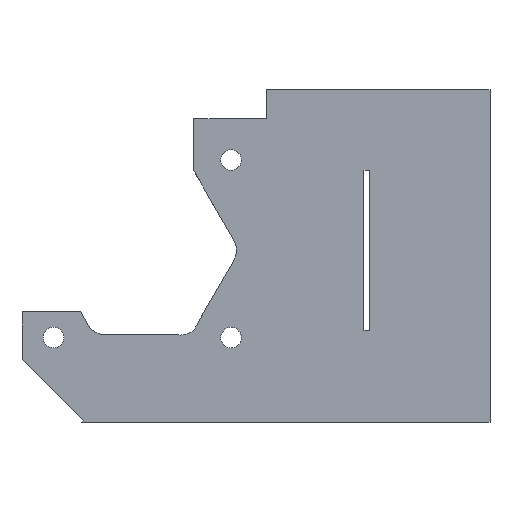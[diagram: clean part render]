
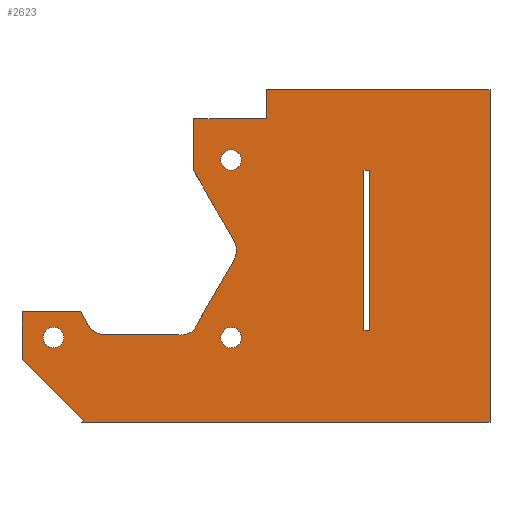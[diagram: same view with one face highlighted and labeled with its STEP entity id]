
A CAD part, left-side view. The second image highlights one B-rep face of the part: STEP entity #2623.
In plain terms, the highlighted planar face has unit normal (-1, 0, 0).
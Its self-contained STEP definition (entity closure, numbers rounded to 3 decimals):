
#40=FACE_BOUND('',#323,.T.);
#41=FACE_BOUND('',#324,.T.);
#42=FACE_BOUND('',#325,.T.);
#43=FACE_BOUND('',#326,.T.);
#185=FACE_OUTER_BOUND('',#322,.T.);
#322=EDGE_LOOP('',(#2315,#2316,#2317,#2318,#2319,#2320,#2321,#2322,#2323,
#2324,#2325,#2326,#2327,#2328,#2329,#2330,#2331,#2332,#2333));
#323=EDGE_LOOP('',(#2334,#2335));
#324=EDGE_LOOP('',(#2336,#2337));
#325=EDGE_LOOP('',(#2338,#2339));
#326=EDGE_LOOP('',(#2340,#2341,#2342,#2343));
#340=CIRCLE('',#2657,3.);
#360=CIRCLE('',#2688,3.5);
#363=CIRCLE('',#2693,1.8);
#364=CIRCLE('',#2694,1.8);
#367=CIRCLE('',#2698,1.8);
#368=CIRCLE('',#2699,1.8);
#371=CIRCLE('',#2703,1.8);
#372=CIRCLE('',#2704,1.8);
#423=LINE('',#3559,#716);
#425=LINE('',#3563,#718);
#428=LINE('',#3570,#721);
#439=LINE('',#3592,#732);
#442=LINE('',#3598,#735);
#456=LINE('',#3631,#749);
#465=LINE('',#3651,#758);
#468=LINE('',#3657,#761);
#471=LINE('',#3663,#764);
#474=LINE('',#3669,#767);
#494=LINE('',#3745,#787);
#498=LINE('',#3755,#791);
#502=LINE('',#3788,#795);
#632=LINE('',#4104,#925);
#651=LINE('',#4146,#944);
#653=LINE('',#4152,#946);
#702=LINE('',#4418,#995);
#708=LINE('',#4426,#1001);
#709=LINE('',#4428,#1002);
#710=LINE('',#4429,#1003);
#711=LINE('',#4430,#1004);
#716=VECTOR('',#2857,1.);
#718=VECTOR('',#2861,1.);
#721=VECTOR('',#2866,1.);
#732=VECTOR('',#2879,1.);
#735=VECTOR('',#2884,1.);
#749=VECTOR('',#2910,1.);
#758=VECTOR('',#2927,1.);
#761=VECTOR('',#2932,1.);
#764=VECTOR('',#2937,1.);
#767=VECTOR('',#2942,1.);
#787=VECTOR('',#3008,1.);
#791=VECTOR('',#3020,1.);
#795=VECTOR('',#3056,1.);
#925=VECTOR('',#3342,1.);
#944=VECTOR('',#3367,1.);
#946=VECTOR('',#3371,1.);
#995=VECTOR('',#3520,1.);
#1001=VECTOR('',#3530,1.);
#1002=VECTOR('',#3533,1.);
#1003=VECTOR('',#3534,1.);
#1004=VECTOR('',#3535,1.);
#1010=VERTEX_POINT('',#3556);
#1011=VERTEX_POINT('',#3558);
#1012=VERTEX_POINT('',#3562);
#1014=VERTEX_POINT('',#3568);
#1015=VERTEX_POINT('',#3569);
#1024=VERTEX_POINT('',#3589);
#1026=VERTEX_POINT('',#3595);
#1038=VERTEX_POINT('',#3627);
#1040=VERTEX_POINT('',#3630);
#1044=VERTEX_POINT('',#3641);
#1047=VERTEX_POINT('',#3649);
#1049=VERTEX_POINT('',#3655);
#1051=VERTEX_POINT('',#3661);
#1053=VERTEX_POINT('',#3667);
#1085=VERTEX_POINT('',#3742);
#1088=VERTEX_POINT('',#3750);
#1091=VERTEX_POINT('',#3761);
#1092=VERTEX_POINT('',#3763);
#1095=VERTEX_POINT('',#3771);
#1096=VERTEX_POINT('',#3773);
#1099=VERTEX_POINT('',#3781);
#1100=VERTEX_POINT('',#3783);
#1101=VERTEX_POINT('',#3787);
#1206=VERTEX_POINT('',#4097);
#1209=VERTEX_POINT('',#4102);
#1226=VERTEX_POINT('',#4138);
#1229=VERTEX_POINT('',#4144);
#1230=VERTEX_POINT('',#4148);
#1232=VERTEX_POINT('',#4151);
#1273=EDGE_CURVE('',#1010,#1011,#423,.T.);
#1275=EDGE_CURVE('',#1010,#1012,#425,.T.);
#1278=EDGE_CURVE('',#1014,#1015,#428,.T.);
#1289=EDGE_CURVE('',#1024,#1015,#439,.T.);
#1292=EDGE_CURVE('',#1026,#1024,#442,.T.);
#1308=EDGE_CURVE('',#1038,#1040,#456,.T.);
#1314=EDGE_CURVE('',#1038,#1044,#340,.T.);
#1319=EDGE_CURVE('',#1047,#1044,#465,.T.);
#1322=EDGE_CURVE('',#1047,#1049,#468,.T.);
#1325=EDGE_CURVE('',#1051,#1049,#471,.T.);
#1328=EDGE_CURVE('',#1053,#1012,#474,.T.);
#1365=EDGE_CURVE('',#1085,#1026,#494,.T.);
#1369=EDGE_CURVE('',#1085,#1088,#360,.T.);
#1371=EDGE_CURVE('',#1040,#1088,#498,.T.);
#1375=EDGE_CURVE('',#1091,#1092,#363,.T.);
#1376=EDGE_CURVE('',#1092,#1091,#364,.T.);
#1380=EDGE_CURVE('',#1095,#1096,#367,.T.);
#1381=EDGE_CURVE('',#1096,#1095,#368,.T.);
#1385=EDGE_CURVE('',#1099,#1100,#371,.T.);
#1386=EDGE_CURVE('',#1100,#1099,#372,.T.);
#1387=EDGE_CURVE('',#1014,#1101,#502,.T.);
#1544=EDGE_CURVE('',#1206,#1209,#632,.T.);
#1565=EDGE_CURVE('',#1229,#1226,#651,.T.);
#1567=EDGE_CURVE('',#1232,#1230,#653,.T.);
#1639=EDGE_CURVE('',#1011,#1051,#702,.T.);
#1645=EDGE_CURVE('',#1101,#1209,#708,.T.);
#1646=EDGE_CURVE('',#1206,#1053,#709,.T.);
#1647=EDGE_CURVE('',#1229,#1232,#710,.T.);
#1648=EDGE_CURVE('',#1226,#1230,#711,.T.);
#2315=ORIENTED_EDGE('',*,*,#1278,.T.);
#2316=ORIENTED_EDGE('',*,*,#1289,.F.);
#2317=ORIENTED_EDGE('',*,*,#1292,.F.);
#2318=ORIENTED_EDGE('',*,*,#1365,.F.);
#2319=ORIENTED_EDGE('',*,*,#1369,.T.);
#2320=ORIENTED_EDGE('',*,*,#1371,.F.);
#2321=ORIENTED_EDGE('',*,*,#1308,.F.);
#2322=ORIENTED_EDGE('',*,*,#1314,.T.);
#2323=ORIENTED_EDGE('',*,*,#1319,.F.);
#2324=ORIENTED_EDGE('',*,*,#1322,.T.);
#2325=ORIENTED_EDGE('',*,*,#1325,.F.);
#2326=ORIENTED_EDGE('',*,*,#1639,.F.);
#2327=ORIENTED_EDGE('',*,*,#1273,.F.);
#2328=ORIENTED_EDGE('',*,*,#1275,.T.);
#2329=ORIENTED_EDGE('',*,*,#1328,.F.);
#2330=ORIENTED_EDGE('',*,*,#1646,.F.);
#2331=ORIENTED_EDGE('',*,*,#1544,.T.);
#2332=ORIENTED_EDGE('',*,*,#1645,.F.);
#2333=ORIENTED_EDGE('',*,*,#1387,.F.);
#2334=ORIENTED_EDGE('',*,*,#1376,.F.);
#2335=ORIENTED_EDGE('',*,*,#1375,.F.);
#2336=ORIENTED_EDGE('',*,*,#1381,.F.);
#2337=ORIENTED_EDGE('',*,*,#1380,.F.);
#2338=ORIENTED_EDGE('',*,*,#1386,.F.);
#2339=ORIENTED_EDGE('',*,*,#1385,.F.);
#2340=ORIENTED_EDGE('',*,*,#1565,.F.);
#2341=ORIENTED_EDGE('',*,*,#1647,.T.);
#2342=ORIENTED_EDGE('',*,*,#1567,.T.);
#2343=ORIENTED_EDGE('',*,*,#1648,.F.);
#2503=PLANE('',#2840);
#2623=ADVANCED_FACE('',(#185,#40,#41,#42,#43),#2503,.T.);
#2657=AXIS2_PLACEMENT_3D('',#3642,#2918,#2919);
#2688=AXIS2_PLACEMENT_3D('',#3752,#3015,#3016);
#2693=AXIS2_PLACEMENT_3D('',#3764,#3028,#3029);
#2694=AXIS2_PLACEMENT_3D('',#3765,#3030,#3031);
#2698=AXIS2_PLACEMENT_3D('',#3774,#3039,#3040);
#2699=AXIS2_PLACEMENT_3D('',#3775,#3041,#3042);
#2703=AXIS2_PLACEMENT_3D('',#3784,#3050,#3051);
#2704=AXIS2_PLACEMENT_3D('',#3785,#3052,#3053);
#2840=AXIS2_PLACEMENT_3D('',#4427,#3531,#3532);
#2857=DIRECTION('',(0.,0.,1.));
#2861=DIRECTION('',(0.,-0.707,-0.707));
#2866=DIRECTION('',(0.,1.,0.));
#2879=DIRECTION('',(0.,0.,1.));
#2884=DIRECTION('',(0.,0.5,0.866));
#2910=DIRECTION('',(0.,-0.5,0.866));
#2918=DIRECTION('center_axis',(1.,0.,0.));
#2919=DIRECTION('ref_axis',(0.,0.,-1.));
#2927=DIRECTION('',(0.,-1.,0.));
#2932=DIRECTION('',(0.,0.866,0.5));
#2937=DIRECTION('',(0.,-0.5,-0.866));
#2942=DIRECTION('',(0.,-0.707,0.707));
#3008=DIRECTION('',(0.,0.,1.));
#3015=DIRECTION('center_axis',(1.,0.,0.));
#3016=DIRECTION('ref_axis',(0.,0.,-1.));
#3020=DIRECTION('',(0.,0.,1.));
#3028=DIRECTION('center_axis',(-1.,0.,0.));
#3029=DIRECTION('ref_axis',(0.,1.,0.));
#3030=DIRECTION('center_axis',(-1.,0.,0.));
#3031=DIRECTION('ref_axis',(0.,1.,0.));
#3039=DIRECTION('center_axis',(-1.,0.,0.));
#3040=DIRECTION('ref_axis',(0.,1.,0.));
#3041=DIRECTION('center_axis',(-1.,0.,0.));
#3042=DIRECTION('ref_axis',(0.,1.,0.));
#3050=DIRECTION('center_axis',(-1.,0.,0.));
#3051=DIRECTION('ref_axis',(0.,1.,0.));
#3052=DIRECTION('center_axis',(-1.,0.,0.));
#3053=DIRECTION('ref_axis',(0.,1.,0.));
#3056=DIRECTION('',(0.,0.,1.));
#3342=DIRECTION('',(0.,0.,1.));
#3367=DIRECTION('',(0.,0.,-1.));
#3371=DIRECTION('',(0.,0.,-1.));
#3520=DIRECTION('',(0.,-1.,0.));
#3530=DIRECTION('',(0.,-1.,0.));
#3531=DIRECTION('center_axis',(-1.,0.,0.));
#3532=DIRECTION('ref_axis',(0.,0.,1.));
#3533=DIRECTION('',(0.,1.,0.));
#3534=DIRECTION('',(0.,-1.,0.));
#3535=DIRECTION('',(0.,-1.,0.));
#3556=CARTESIAN_POINT('',(-23.5,50.2,10.948));
#3558=CARTESIAN_POINT('',(-23.5,50.2,19.25));
#3559=CARTESIAN_POINT('',(-23.5,50.2,0.));
#3562=CARTESIAN_POINT('',(-23.5,39.502,0.25));
#3563=CARTESIAN_POINT('',(-23.5,31.114,-8.138));
#3568=CARTESIAN_POINT('',(-23.5,7.5,53.));
#3569=CARTESIAN_POINT('',(-23.5,20.2,53.));
#3570=CARTESIAN_POINT('',(-23.5,6.2,53.));
#3589=CARTESIAN_POINT('',(-23.5,20.2,43.856));
#3592=CARTESIAN_POINT('',(-23.5,20.2,9.625));
#3595=CARTESIAN_POINT('',(-23.5,13.2,31.732));
#3598=CARTESIAN_POINT('',(-23.5,4.955,17.451));
#3627=CARTESIAN_POINT('',(-23.5,19.545,17.277));
#3630=CARTESIAN_POINT('',(-23.5,13.2,28.268));
#3631=CARTESIAN_POINT('',(-23.5,22.195,12.688));
#3641=CARTESIAN_POINT('',(-23.5,23.078,15.278));
#3642=CARTESIAN_POINT('Origin',(-23.5,22.4,18.2));
#3649=CARTESIAN_POINT('',(-23.5,36.547,15.278));
#3651=CARTESIAN_POINT('',(-23.5,21.95,15.278));
#3655=CARTESIAN_POINT('',(-23.5,38.277,16.276));
#3657=CARTESIAN_POINT('',(-23.5,19.771,5.592));
#3661=CARTESIAN_POINT('',(-23.5,39.993,19.25));
#3663=CARTESIAN_POINT('',(-23.5,34.705,10.09));
#3667=CARTESIAN_POINT('',(-23.5,39.752,0.));
#3669=CARTESIAN_POINT('',(-23.5,46.088,-6.336));
#3742=CARTESIAN_POINT('',(-23.5,13.2,31.717));
#3745=CARTESIAN_POINT('',(-23.5,13.2,12.5));
#3750=CARTESIAN_POINT('',(-23.5,13.2,28.283));
#3752=CARTESIAN_POINT('Origin',(-23.5,16.25,30.));
#3755=CARTESIAN_POINT('',(-23.5,13.2,12.5));
#3761=CARTESIAN_POINT('',(-23.5,11.9,14.75));
#3763=CARTESIAN_POINT('',(-23.5,15.5,14.75));
#3764=CARTESIAN_POINT('Origin',(-23.5,13.7,14.75));
#3765=CARTESIAN_POINT('Origin',(-23.5,13.7,14.75));
#3771=CARTESIAN_POINT('',(-23.5,42.9,14.75));
#3773=CARTESIAN_POINT('',(-23.5,46.5,14.75));
#3774=CARTESIAN_POINT('Origin',(-23.5,44.7,14.75));
#3775=CARTESIAN_POINT('Origin',(-23.5,44.7,14.75));
#3781=CARTESIAN_POINT('',(-23.5,11.9,45.75));
#3783=CARTESIAN_POINT('',(-23.5,15.5,45.75));
#3784=CARTESIAN_POINT('Origin',(-23.5,13.7,45.75));
#3785=CARTESIAN_POINT('Origin',(-23.5,13.7,45.75));
#3787=CARTESIAN_POINT('',(-23.5,7.5,58.));
#3788=CARTESIAN_POINT('',(-23.5,7.5,0.));
#4097=CARTESIAN_POINT('',(-23.5,-31.5,0.));
#4102=CARTESIAN_POINT('',(-23.5,-31.5,58.));
#4104=CARTESIAN_POINT('',(-23.5,-31.5,0.));
#4138=CARTESIAN_POINT('',(-23.5,-9.5,16.));
#4144=CARTESIAN_POINT('',(-23.5,-9.5,44.));
#4146=CARTESIAN_POINT('',(-23.5,-9.5,8.));
#4148=CARTESIAN_POINT('',(-23.5,-10.5,16.));
#4151=CARTESIAN_POINT('',(-23.5,-10.5,44.));
#4152=CARTESIAN_POINT('',(-23.5,-10.5,8.));
#4418=CARTESIAN_POINT('',(-23.5,13.2,19.25));
#4426=CARTESIAN_POINT('',(-23.5,7.5,58.));
#4427=CARTESIAN_POINT('Origin',(-23.5,4.101,24.897));
#4428=CARTESIAN_POINT('',(-23.5,6.2,0.));
#4429=CARTESIAN_POINT('',(-23.5,-1.,44.));
#4430=CARTESIAN_POINT('',(-23.5,-1.,16.));
